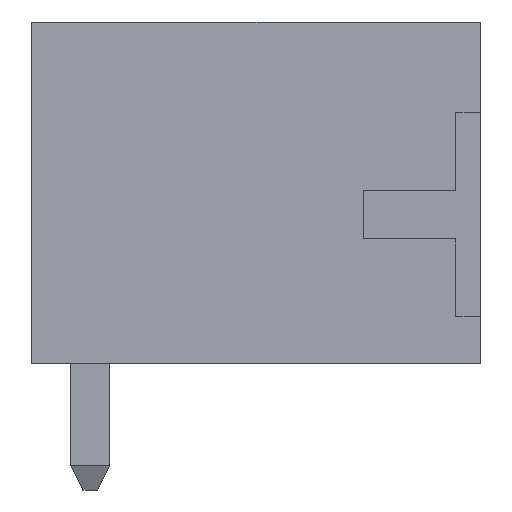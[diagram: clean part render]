
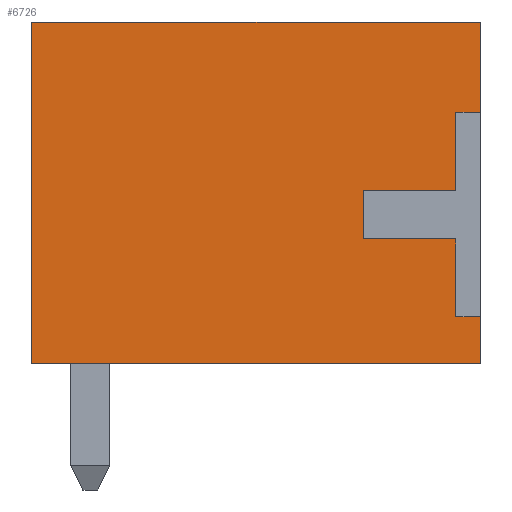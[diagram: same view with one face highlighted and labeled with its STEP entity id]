
A CAD part, left-side view. The second image highlights one B-rep face of the part: STEP entity #6726.
In plain terms, the highlighted planar face has unit normal (-1, 0, 0).
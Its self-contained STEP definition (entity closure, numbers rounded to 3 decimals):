
#200=ORIENTED_EDGE('',*,*,#2175,.F.);
#201=ORIENTED_EDGE('',*,*,#2176,.F.);
#202=ORIENTED_EDGE('',*,*,#2177,.F.);
#203=ORIENTED_EDGE('',*,*,#2178,.F.);
#204=ORIENTED_EDGE('',*,*,#2179,.F.);
#205=ORIENTED_EDGE('',*,*,#2180,.F.);
#206=ORIENTED_EDGE('',*,*,#2181,.F.);
#207=ORIENTED_EDGE('',*,*,#2182,.T.);
#208=ORIENTED_EDGE('',*,*,#2183,.F.);
#209=ORIENTED_EDGE('',*,*,#2184,.F.);
#210=ORIENTED_EDGE('',*,*,#2185,.T.);
#211=ORIENTED_EDGE('',*,*,#2186,.T.);
#2175=EDGE_CURVE('',#3162,#3163,#3827,.T.);
#2176=EDGE_CURVE('',#3164,#3162,#3828,.T.);
#2177=EDGE_CURVE('',#3165,#3164,#3829,.T.);
#2178=EDGE_CURVE('',#3166,#3165,#3830,.T.);
#2179=EDGE_CURVE('',#3167,#3166,#3831,.T.);
#2180=EDGE_CURVE('',#3168,#3167,#3832,.T.);
#2181=EDGE_CURVE('',#3169,#3168,#3833,.T.);
#2182=EDGE_CURVE('',#3169,#3170,#3834,.T.);
#2183=EDGE_CURVE('',#3171,#3170,#3835,.T.);
#2184=EDGE_CURVE('',#3172,#3171,#3836,.T.);
#2185=EDGE_CURVE('',#3172,#3173,#3837,.T.);
#2186=EDGE_CURVE('',#3173,#3163,#3838,.T.);
#3162=VERTEX_POINT('',#9360);
#3163=VERTEX_POINT('',#9361);
#3164=VERTEX_POINT('',#9363);
#3165=VERTEX_POINT('',#9365);
#3166=VERTEX_POINT('',#9367);
#3167=VERTEX_POINT('',#9369);
#3168=VERTEX_POINT('',#9371);
#3169=VERTEX_POINT('',#9373);
#3170=VERTEX_POINT('',#9375);
#3171=VERTEX_POINT('',#9377);
#3172=VERTEX_POINT('',#9379);
#3173=VERTEX_POINT('',#9381);
#3827=LINE('',#9359,#4739);
#3828=LINE('',#9362,#4740);
#3829=LINE('',#9364,#4741);
#3830=LINE('',#9366,#4742);
#3831=LINE('',#9368,#4743);
#3832=LINE('',#9370,#4744);
#3833=LINE('',#9372,#4745);
#3834=LINE('',#9374,#4746);
#3835=LINE('',#9376,#4747);
#3836=LINE('',#9378,#4748);
#3837=LINE('',#9380,#4749);
#3838=LINE('',#9382,#4750);
#4739=VECTOR('',#7569,1000.);
#4740=VECTOR('',#7570,1000.);
#4741=VECTOR('',#7571,1000.);
#4742=VECTOR('',#7572,1000.);
#4743=VECTOR('',#7573,1000.);
#4744=VECTOR('',#7574,1000.);
#4745=VECTOR('',#7575,1000.);
#4746=VECTOR('',#7576,1000.);
#4747=VECTOR('',#7577,1000.);
#4748=VECTOR('',#7578,1000.);
#4749=VECTOR('',#7579,1000.);
#4750=VECTOR('',#7580,1000.);
#5636=EDGE_LOOP('',(#200,#201,#202,#203,#204,#205,#206,#207,#208,#209,#210,
#211));
#6024=FACE_BOUND('',#5636,.T.);
#6412=PLANE('',#7099);
#6726=ADVANCED_FACE('',(#6024),#6412,.F.);
#7099=AXIS2_PLACEMENT_3D('',#9358,#7567,#7568);
#7567=DIRECTION('',(1.,0.,0.));
#7568=DIRECTION('',(0.,0.,-1.));
#7569=DIRECTION('',(0.,-1.,0.));
#7570=DIRECTION('',(0.,0.,-1.));
#7571=DIRECTION('',(0.,-1.,0.));
#7572=DIRECTION('',(0.,0.,-1.));
#7573=DIRECTION('',(0.,1.,0.));
#7574=DIRECTION('',(0.,0.,-1.));
#7575=DIRECTION('',(0.,1.,0.));
#7576=DIRECTION('',(0.,0.,1.));
#7577=DIRECTION('',(0.,-1.,0.));
#7578=DIRECTION('',(0.,0.,1.));
#7579=DIRECTION('',(0.,-1.,0.));
#7580=DIRECTION('',(0.,0.,1.));
#9358=CARTESIAN_POINT('',(-10.9,9.2,-3.5));
#9359=CARTESIAN_POINT('',(-10.9,0.5,-2.55));
#9360=CARTESIAN_POINT('',(-10.9,0.5,-2.55));
#9361=CARTESIAN_POINT('',(-10.9,0.,-2.55));
#9362=CARTESIAN_POINT('',(-10.9,0.5,-0.95));
#9363=CARTESIAN_POINT('',(-10.9,0.5,-0.95));
#9364=CARTESIAN_POINT('',(-10.9,2.4,-0.95));
#9365=CARTESIAN_POINT('',(-10.9,2.4,-0.95));
#9366=CARTESIAN_POINT('',(-10.9,2.4,0.05));
#9367=CARTESIAN_POINT('',(-10.9,2.4,0.05));
#9368=CARTESIAN_POINT('',(-10.9,0.5,0.05));
#9369=CARTESIAN_POINT('',(-10.9,0.5,0.05));
#9370=CARTESIAN_POINT('',(-10.9,0.5,1.65));
#9371=CARTESIAN_POINT('',(-10.9,0.5,1.65));
#9372=CARTESIAN_POINT('',(-10.9,0.,1.65));
#9373=CARTESIAN_POINT('',(-10.9,0.,1.65));
#9374=CARTESIAN_POINT('',(-10.9,0.,-3.5));
#9375=CARTESIAN_POINT('',(-10.9,0.,3.5));
#9376=CARTESIAN_POINT('',(-10.9,9.2,3.5));
#9377=CARTESIAN_POINT('',(-10.9,9.2,3.5));
#9378=CARTESIAN_POINT('',(-10.9,9.2,-3.5));
#9379=CARTESIAN_POINT('',(-10.9,9.2,-3.5));
#9380=CARTESIAN_POINT('',(-10.9,9.2,-3.5));
#9381=CARTESIAN_POINT('',(-10.9,0.,-3.5));
#9382=CARTESIAN_POINT('',(-10.9,0.,-3.5));
